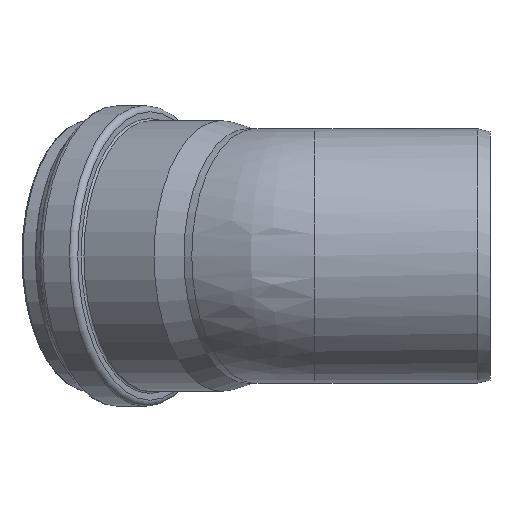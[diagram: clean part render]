
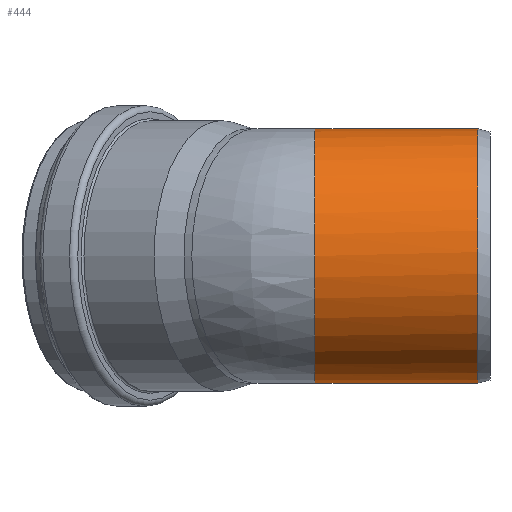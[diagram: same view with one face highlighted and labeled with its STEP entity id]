
A CAD part, left-side view. The second image highlights one B-rep face of the part: STEP entity #444.
In plain terms, the highlighted cylindrical face has radius 62.55 mm (diameter 125.1 mm), a full revolution.
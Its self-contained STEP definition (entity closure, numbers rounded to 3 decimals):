
#34=CYLINDRICAL_SURFACE('',#492,62.55);
#47=ELLIPSE('',#488,64.862,62.55);
#53=FACE_BOUND('',#138,.T.);
#94=FACE_OUTER_BOUND('',#137,.T.);
#137=EDGE_LOOP('',(#352));
#138=EDGE_LOOP('',(#353,#354));
#214=CIRCLE('',#486,62.55);
#216=CIRCLE('',#490,62.55);
#255=VERTEX_POINT('',#735);
#257=VERTEX_POINT('',#763);
#259=VERTEX_POINT('',#772);
#297=EDGE_CURVE('',#255,#255,#214,.T.);
#300=EDGE_CURVE('',#257,#259,#47,.T.);
#303=EDGE_CURVE('',#259,#257,#216,.T.);
#352=ORIENTED_EDGE('',*,*,#297,.T.);
#353=ORIENTED_EDGE('',*,*,#300,.F.);
#354=ORIENTED_EDGE('',*,*,#303,.F.);
#444=ADVANCED_FACE('',(#94,#53),#34,.T.);
#486=AXIS2_PLACEMENT_3D('',#736,#571,#572);
#488=AXIS2_PLACEMENT_3D('',#773,#575,#576);
#490=AXIS2_PLACEMENT_3D('',#810,#579,#580);
#492=AXIS2_PLACEMENT_3D('',#812,#583,#584);
#571=DIRECTION('center_axis',(0.,1.,0.));
#572=DIRECTION('ref_axis',(1.,0.,0.));
#575=DIRECTION('center_axis',(0.265,0.964,0.));
#576=DIRECTION('ref_axis',(0.964,-0.265,0.));
#579=DIRECTION('center_axis',(0.,1.,0.));
#580=DIRECTION('ref_axis',(1.,0.,0.));
#583=DIRECTION('center_axis',(0.,1.,0.));
#584=DIRECTION('ref_axis',(1.,0.,0.));
#735=CARTESIAN_POINT('',(0.,6.,62.55));
#736=CARTESIAN_POINT('Origin',(0.,6.,0.));
#763=CARTESIAN_POINT('',(57.081,86.051,25.578));
#772=CARTESIAN_POINT('',(57.081,86.051,-25.578));
#773=CARTESIAN_POINT('Origin',(0.,101.713,0.));
#810=CARTESIAN_POINT('Origin',(0.,86.051,0.));
#812=CARTESIAN_POINT('Origin',(0.,0.,0.));
